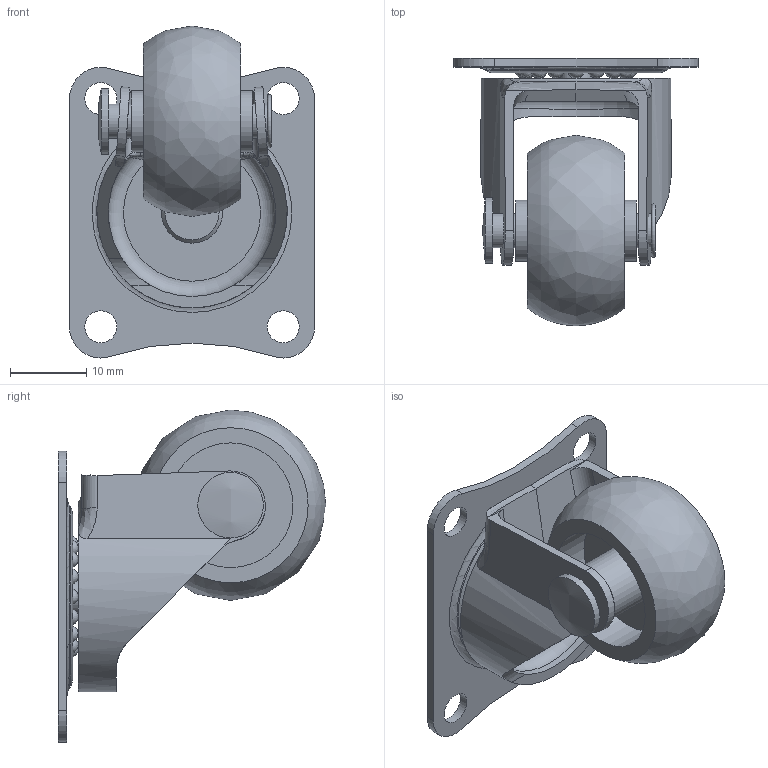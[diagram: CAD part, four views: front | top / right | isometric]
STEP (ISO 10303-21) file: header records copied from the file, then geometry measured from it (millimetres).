
FILE_DESCRIPTION(/* description */ (''),/* implementation_level */ '2;1');
FILE_NAME(/* name */ 'CasterWheel.stp',/* time_stamp */ '2021-04-24T05:26:56+02:00',/* author */ ('MOHAMED'),/* organization */ (''),/* preprocessor_version */ 'ST-DEVELOPER v17',/* originating_system */ 'Autodesk Inventor 2019',/* authorisation */ '');
FILE_SCHEMA (('AUTOMOTIVE_DESIGN { 1 0 10303 214 3 1 1 }'));
Length unit declared in the file: millimetre
Products named in the file (7): CasterWheel; CasterWheel1; WheelAxle; MainCasterBody; UpperCasterBody; Bearings; CasterShaft
Assembly tree (6 placements, depth 2):
  CasterWheel
    CasterWheel1
    WheelAxle
    MainCasterBody
    UpperCasterBody
    Bearings
    CasterShaft
Bounding box: 32.15 x 35.12 x 43.57 mm (x, y, z)
Volume: 7671.3 mm3; surface area: 9053.1 mm2
Topology: 21 solids, 21 shells, 133 faces, 351 edges, 241 vertices
Faces by surface type: cylinder 42, plane 38, sphere 17, bspline 16, torus 12, cone 8
Full cylindrical faces by diameter (mm): 3 x1, 4.2 x4, 4.5 x2, 4.6 x1, 5 x3, 7.6 x1, 8 x3, 8.6 x1, 16.367 x2
Entity records: 4833 total; most frequent: CARTESIAN_POINT 1282, DIRECTION 740, ORIENTED_EDGE 636, AXIS2_PLACEMENT_3D 331, EDGE_CURVE 318, VERTEX_POINT 241, CIRCLE 175, EDGE_LOOP 165
